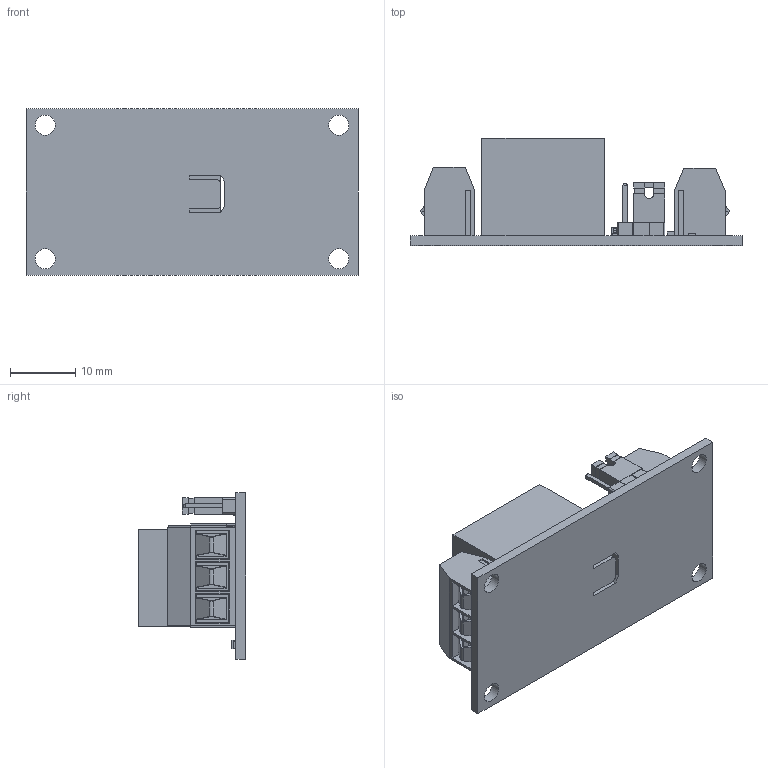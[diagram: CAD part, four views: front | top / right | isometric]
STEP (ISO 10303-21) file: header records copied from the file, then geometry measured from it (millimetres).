
FILE_DESCRIPTION(/* description */ (''),/* implementation_level */ '2;1');
FILE_NAME(/* name */ '5V_Relay_HW-803 v2.step',/* time_stamp */ '2022-11-17T14:51:30+01:00',/* author */ (''),/* organization */ (''),/* preprocessor_version */ 'ST-DEVELOPER v19.2',/* originating_system */ 'Autodesk Translation Framework v11.17.0.187',/* authorisation */ '');
FILE_SCHEMA (('AUTOMOTIVE_DESIGN { 1 0 10303 214 3 1 1 }'));
Length unit declared in the file: millimetre
Products named in the file (7): 5V_Relay_HW-803; Component1; Component2; Component3; Component5; Component6; Component7
Assembly tree (6 placements, depth 2):
  5V_Relay_HW-803
    Component1
    Component2
    Component3
    Component5
    Component6
    Component7
Bounding box: 50.9 x 16.43 x 25.5 mm (x, y, z)
Volume: 7951.7 mm3; surface area: 7640 mm2
Topology: 52 solids, 52 shells, 692 faces, 1662 edges, 1092 vertices
Faces by surface type: plane 601, cylinder 89, bspline 2
Full cylindrical faces by diameter (mm): 0.3 x1, 1.154 x1, 1.155 x1, 3.1 x4, 3.7 x6, 4 x6
Entity records: 20143 total; most frequent: CARTESIAN_POINT 3511, ORIENTED_EDGE 3324, DIRECTION 3296, EDGE_CURVE 1662, LINE 1434, VECTOR 1434, VERTEX_POINT 1092, AXIS2_PLACEMENT_3D 931
